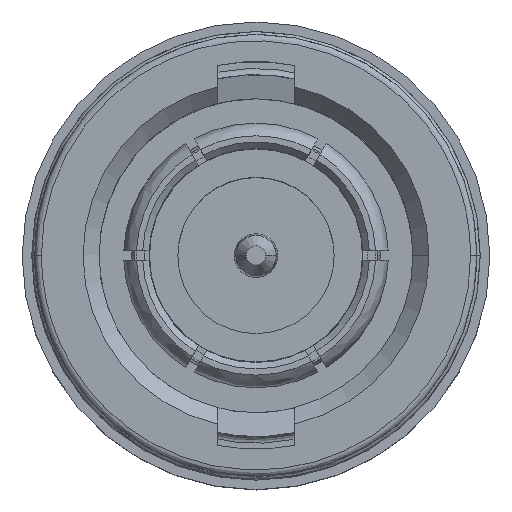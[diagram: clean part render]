
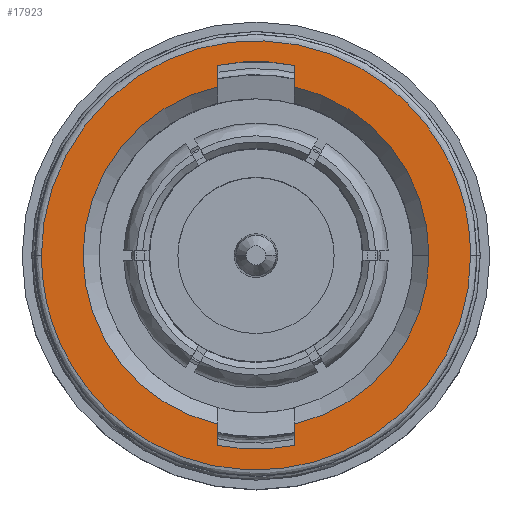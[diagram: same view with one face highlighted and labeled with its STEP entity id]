
A CAD part, top view. The second image highlights one B-rep face of the part: STEP entity #17923.
In plain terms, the highlighted planar face has unit normal (0, 0, 1).
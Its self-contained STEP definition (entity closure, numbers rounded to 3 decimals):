
#181 = CARTESIAN_POINT ( 'NONE',  ( 0., 0., 0.85 ) ) ;
#183 = CARTESIAN_POINT ( 'NONE',  ( -1.2, -5.265, 0.85 ) ) ;
#482 = EDGE_CURVE ( 'NONE', #13898, #10581, #4148, .T. ) ;
#706 = ORIENTED_EDGE ( 'NONE', *, *, #12382, .F. ) ;
#719 = CARTESIAN_POINT ( 'NONE',  ( 6.7, -13.4, 0.85 ) ) ;
#831 = CARTESIAN_POINT ( 'NONE',  ( -1.2, 5.93, 0.85 ) ) ;
#1108 = LINE ( 'NONE', #18313, #3786 ) ;
#1109 = VERTEX_POINT ( 'NONE', #16322 ) ;
#1188 = EDGE_CURVE ( 'NONE', #9170, #4313, #7317, .T. ) ;
#1214 = AXIS2_PLACEMENT_3D ( 'NONE', #13524, #3275, #7663 ) ;
#2330 = AXIS2_PLACEMENT_3D ( 'NONE', #181, #4209, #2822 ) ;
#2672 = VERTEX_POINT ( 'NONE', #11094 ) ;
#2822 = DIRECTION ( 'NONE',  ( 1., 0., 0. ) ) ;
#2967 = CARTESIAN_POINT ( 'NONE',  ( -1.2, -5.93, 0.85 ) ) ;
#3275 = DIRECTION ( 'NONE',  ( 0., 0., 1. ) ) ;
#3682 = ORIENTED_EDGE ( 'NONE', *, *, #5314, .T. ) ;
#3767 = DIRECTION ( 'NONE',  ( 0., 0., 1. ) ) ;
#3786 = VECTOR ( 'NONE', #6959, 1000. ) ;
#3791 = DIRECTION ( 'NONE',  ( 1., 0., 0. ) ) ;
#3925 = VERTEX_POINT ( 'NONE', #4463 ) ;
#4148 =( BOUNDED_CURVE ( )  B_SPLINE_CURVE ( 3, ( #10461, #14728, #6389, #10639 ),
 .UNSPECIFIED., .F., .T. ) 
 B_SPLINE_CURVE_WITH_KNOTS ( ( 4, 4 ),
 ( 0., 1. ),
 .UNSPECIFIED. ) 
 CURVE ( )  GEOMETRIC_REPRESENTATION_ITEM ( )  RATIONAL_B_SPLINE_CURVE ( ( 1., 0.333, 0.333, 1. ) ) 
 REPRESENTATION_ITEM ( '' )  );
#4192 = VERTEX_POINT ( 'NONE', #2967 ) ;
#4209 = DIRECTION ( 'NONE',  ( 0., 0., -1. ) ) ;
#4313 = VERTEX_POINT ( 'NONE', #12418 ) ;
#4463 = CARTESIAN_POINT ( 'NONE',  ( -1.2, 5.265, 0.85 ) ) ;
#5030 = CARTESIAN_POINT ( 'NONE',  ( 0., 0., 0.85 ) ) ;
#5212 = DIRECTION ( 'NONE',  ( 1., 0., 0. ) ) ;
#5314 = EDGE_CURVE ( 'NONE', #1109, #4192, #16727, .T. ) ;
#5342 = CARTESIAN_POINT ( 'NONE',  ( -1.2, 0., 0.85 ) ) ;
#5413 = LINE ( 'NONE', #14369, #15887 ) ;
#5495 = CARTESIAN_POINT ( 'NONE',  ( 1.2, 4.751, 0.85 ) ) ;
#6389 = CARTESIAN_POINT ( 'NONE',  ( 6.7, 13.4, 0.85 ) ) ;
#6694 = DIRECTION ( 'NONE',  ( 0., -1., 0. ) ) ;
#6715 = CARTESIAN_POINT ( 'NONE',  ( 0., 0., 0.85 ) ) ;
#6729 = DIRECTION ( 'NONE',  ( 0., 0., -1. ) ) ;
#6781 = AXIS2_PLACEMENT_3D ( 'NONE', #6715, #3767, #5212 ) ;
#6959 = DIRECTION ( 'NONE',  ( 0., 1., 0. ) ) ;
#7317 = CIRCLE ( 'NONE', #6781, 5.4 ) ;
#7325 = DIRECTION ( 'NONE',  ( 0., -1., 0. ) ) ;
#7510 = ORIENTED_EDGE ( 'NONE', *, *, #482, .F. ) ;
#7663 = DIRECTION ( 'NONE',  ( 1., 0., 0. ) ) ;
#8283 = LINE ( 'NONE', #5342, #15416 ) ;
#8343 = ORIENTED_EDGE ( 'NONE', *, *, #10849, .F. ) ;
#8986 = VERTEX_POINT ( 'NONE', #831 ) ;
#9052 = EDGE_LOOP ( 'NONE', ( #7510, #8343 ) ) ;
#9170 = VERTEX_POINT ( 'NONE', #14124 ) ;
#9378 = CARTESIAN_POINT ( 'NONE',  ( -6.7, -13.4, 0.85 ) ) ;
#9388 = CIRCLE ( 'NONE', #2330, 6.05 ) ;
#9606 = DIRECTION ( 'NONE',  ( 0., -1., 0. ) ) ;
#9759 =( BOUNDED_CURVE ( )  B_SPLINE_CURVE ( 3, ( #13542, #719, #9378, #13725 ),
 .UNSPECIFIED., .F., .F. ) 
 B_SPLINE_CURVE_WITH_KNOTS ( ( 4, 4 ),
 ( 0., 1. ),
 .UNSPECIFIED. ) 
 CURVE ( )  GEOMETRIC_REPRESENTATION_ITEM ( )  RATIONAL_B_SPLINE_CURVE ( ( 1., 0.333, 0.333, 1. ) ) 
 REPRESENTATION_ITEM ( '' )  );
#10249 = EDGE_CURVE ( 'NONE', #8986, #2672, #9388, .T. ) ;
#10311 = ORIENTED_EDGE ( 'NONE', *, *, #1188, .F. ) ;
#10359 = EDGE_CURVE ( 'NONE', #1109, #12547, #1108, .T. ) ;
#10426 = PLANE ( 'NONE',  #15351 ) ;
#10461 = CARTESIAN_POINT ( 'NONE',  ( -6.7, 0., 0.85 ) ) ;
#10575 = AXIS2_PLACEMENT_3D ( 'NONE', #15090, #16493, #3791 ) ;
#10581 = VERTEX_POINT ( 'NONE', #16315 ) ;
#10639 = CARTESIAN_POINT ( 'NONE',  ( 6.7, 0., 0.85 ) ) ;
#10665 = CARTESIAN_POINT ( 'NONE',  ( -6.7, 0., 0.85 ) ) ;
#10849 = EDGE_CURVE ( 'NONE', #10581, #13898, #9759, .T. ) ;
#10864 = CIRCLE ( 'NONE', #10575, 5.4 ) ;
#11094 = CARTESIAN_POINT ( 'NONE',  ( 1.2, 5.93, 0.85 ) ) ;
#11683 = LINE ( 'NONE', #5495, #16126 ) ;
#12260 = EDGE_CURVE ( 'NONE', #8986, #3925, #8283, .T. ) ;
#12382 = EDGE_CURVE ( 'NONE', #14149, #4192, #5413, .T. ) ;
#12418 = CARTESIAN_POINT ( 'NONE',  ( 1.2, 5.265, 0.85 ) ) ;
#12547 = VERTEX_POINT ( 'NONE', #18375 ) ;
#12569 = FACE_BOUND ( 'NONE', #12968, .T. ) ;
#12968 = EDGE_LOOP ( 'NONE', ( #17386, #10311, #16108, #14182, #3682, #706, #18402, #18070, #16987 ) ) ;
#13205 = DIRECTION ( 'NONE',  ( -1., 0., 0. ) ) ;
#13267 = CARTESIAN_POINT ( 'NONE',  ( 0., 0., 0.85 ) ) ;
#13524 = CARTESIAN_POINT ( 'NONE',  ( 0., 0., 0.85 ) ) ;
#13542 = CARTESIAN_POINT ( 'NONE',  ( 6.7, 0., 0.85 ) ) ;
#13725 = CARTESIAN_POINT ( 'NONE',  ( -6.7, 0., 0.85 ) ) ;
#13898 = VERTEX_POINT ( 'NONE', #10665 ) ;
#14124 = CARTESIAN_POINT ( 'NONE',  ( 5.4, 0., 0.85 ) ) ;
#14149 = VERTEX_POINT ( 'NONE', #183 ) ;
#14182 = ORIENTED_EDGE ( 'NONE', *, *, #10359, .F. ) ;
#14369 = CARTESIAN_POINT ( 'NONE',  ( -1.2, 0., 0.85 ) ) ;
#14728 = CARTESIAN_POINT ( 'NONE',  ( -6.7, 13.4, 0.85 ) ) ;
#14902 = EDGE_CURVE ( 'NONE', #2672, #4313, #11683, .T. ) ;
#15090 = CARTESIAN_POINT ( 'NONE',  ( 0., 0., 0.85 ) ) ;
#15115 = EDGE_CURVE ( 'NONE', #12547, #9170, #18338, .T. ) ;
#15242 = FACE_OUTER_BOUND ( 'NONE', #9052, .T. ) ;
#15351 = AXIS2_PLACEMENT_3D ( 'NONE', #13267, #17708, #13205 ) ;
#15416 = VECTOR ( 'NONE', #9606, 1000. ) ;
#15887 = VECTOR ( 'NONE', #7325, 1000. ) ;
#15941 = DIRECTION ( 'NONE',  ( 1., 0., 0. ) ) ;
#16108 = ORIENTED_EDGE ( 'NONE', *, *, #15115, .F. ) ;
#16126 = VECTOR ( 'NONE', #6694, 1000. ) ;
#16315 = CARTESIAN_POINT ( 'NONE',  ( 6.7, 0., 0.85 ) ) ;
#16322 = CARTESIAN_POINT ( 'NONE',  ( 1.2, -5.93, 0.85 ) ) ;
#16481 = EDGE_CURVE ( 'NONE', #14149, #3925, #10864, .T. ) ;
#16493 = DIRECTION ( 'NONE',  ( 0., 0., -1. ) ) ;
#16727 = CIRCLE ( 'NONE', #16913, 6.05 ) ;
#16913 = AXIS2_PLACEMENT_3D ( 'NONE', #5030, #6729, #15941 ) ;
#16987 = ORIENTED_EDGE ( 'NONE', *, *, #10249, .T. ) ;
#17386 = ORIENTED_EDGE ( 'NONE', *, *, #14902, .T. ) ;
#17708 = DIRECTION ( 'NONE',  ( 0., 0., -1. ) ) ;
#17923 = ADVANCED_FACE ( 'NONE', ( #12569, #15242 ), #10426, .F. ) ;
#18070 = ORIENTED_EDGE ( 'NONE', *, *, #12260, .F. ) ;
#18313 = CARTESIAN_POINT ( 'NONE',  ( 1.2, 0., 0.85 ) ) ;
#18338 = CIRCLE ( 'NONE', #1214, 5.4 ) ;
#18375 = CARTESIAN_POINT ( 'NONE',  ( 1.2, -5.265, 0.85 ) ) ;
#18402 = ORIENTED_EDGE ( 'NONE', *, *, #16481, .T. ) ;
